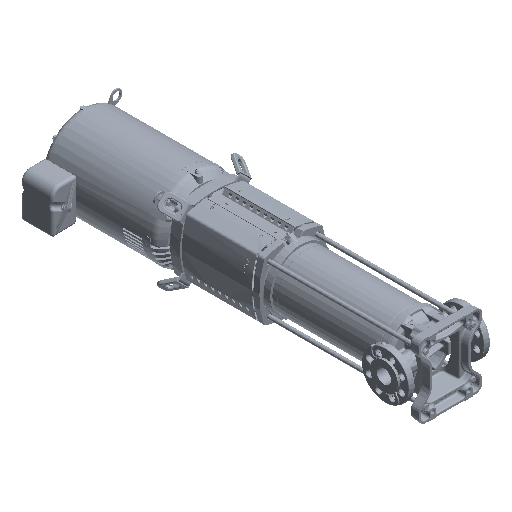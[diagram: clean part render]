
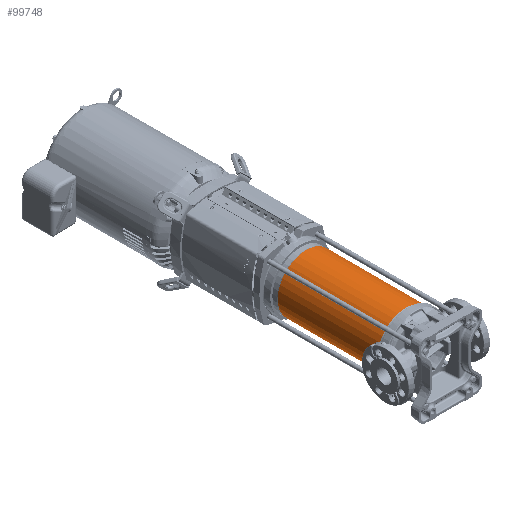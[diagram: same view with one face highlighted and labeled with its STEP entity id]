
A CAD part, isometric view. The second image highlights one B-rep face of the part: STEP entity #99748.
In plain terms, the highlighted cylindrical face has radius 102 mm (diameter 204 mm), a full revolution.
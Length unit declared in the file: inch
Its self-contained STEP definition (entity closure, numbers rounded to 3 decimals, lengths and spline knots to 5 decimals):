
#13426=CIRCLE('',#106954,4.01575);
#13427=CIRCLE('',#106955,4.01575);
#13428=CIRCLE('',#106957,4.01575);
#13429=CIRCLE('',#106958,4.01575);
#18133=FACE_OUTER_BOUND('',#23566,.T.);
#23566=EDGE_LOOP('',(#77327,#77328,#77329,#77330,#77331,#77332));
#32052=LINE('',#241148,#37448);
#37448=VECTOR('',#121614,4.01575);
#44764=VERTEX_POINT('',#241141);
#44765=VERTEX_POINT('',#241143);
#44766=VERTEX_POINT('',#241147);
#44767=VERTEX_POINT('',#241149);
#57075=EDGE_CURVE('',#44764,#44765,#13426,.T.);
#57076=EDGE_CURVE('',#44765,#44764,#13427,.T.);
#57077=EDGE_CURVE('',#44764,#44766,#32052,.T.);
#57078=EDGE_CURVE('',#44766,#44767,#13428,.T.);
#57079=EDGE_CURVE('',#44767,#44766,#13429,.T.);
#77327=ORIENTED_EDGE('',*,*,#57076,.F.);
#77328=ORIENTED_EDGE('',*,*,#57075,.F.);
#77329=ORIENTED_EDGE('',*,*,#57077,.T.);
#77330=ORIENTED_EDGE('',*,*,#57078,.T.);
#77331=ORIENTED_EDGE('',*,*,#57079,.T.);
#77332=ORIENTED_EDGE('',*,*,#57077,.F.);
#96484=CYLINDRICAL_SURFACE('',#106956,4.01575);
#99748=ADVANCED_FACE('',(#18133),#96484,.T.);
#106954=AXIS2_PLACEMENT_3D('',#241144,#121608,#121609);
#106955=AXIS2_PLACEMENT_3D('',#241145,#121610,#121611);
#106956=AXIS2_PLACEMENT_3D('',#241146,#121612,#121613);
#106957=AXIS2_PLACEMENT_3D('',#241150,#121615,#121616);
#106958=AXIS2_PLACEMENT_3D('',#241151,#121617,#121618);
#121608=DIRECTION('center_axis',(0.,1.,0.));
#121609=DIRECTION('ref_axis',(0.895,0.,0.447));
#121610=DIRECTION('center_axis',(0.,1.,0.));
#121611=DIRECTION('ref_axis',(0.895,0.,0.447));
#121612=DIRECTION('center_axis',(0.,1.,0.));
#121613=DIRECTION('ref_axis',(0.895,0.,0.447));
#121614=DIRECTION('',(0.,-1.,0.));
#121615=DIRECTION('center_axis',(0.,1.,0.));
#121616=DIRECTION('ref_axis',(0.895,0.,0.447));
#121617=DIRECTION('center_axis',(0.,1.,0.));
#121618=DIRECTION('ref_axis',(0.895,0.,0.447));
#241141=CARTESIAN_POINT('',(-3.5931,20.38247,-1.79329));
#241143=CARTESIAN_POINT('',(3.5931,20.38247,1.79329));
#241144=CARTESIAN_POINT('Origin',(0.,20.38247,
0.));
#241145=CARTESIAN_POINT('Origin',(0.,20.38247,
0.));
#241146=CARTESIAN_POINT('Origin',(0.,15.93366,
0.));
#241147=CARTESIAN_POINT('',(-3.5931,6.33879,-1.79329));
#241148=CARTESIAN_POINT('',(-3.5931,15.93366,-1.79329));
#241149=CARTESIAN_POINT('',(3.5931,6.33879,1.79329));
#241150=CARTESIAN_POINT('Origin',(0.,6.33879,
0.));
#241151=CARTESIAN_POINT('Origin',(0.,6.33879,
0.));
